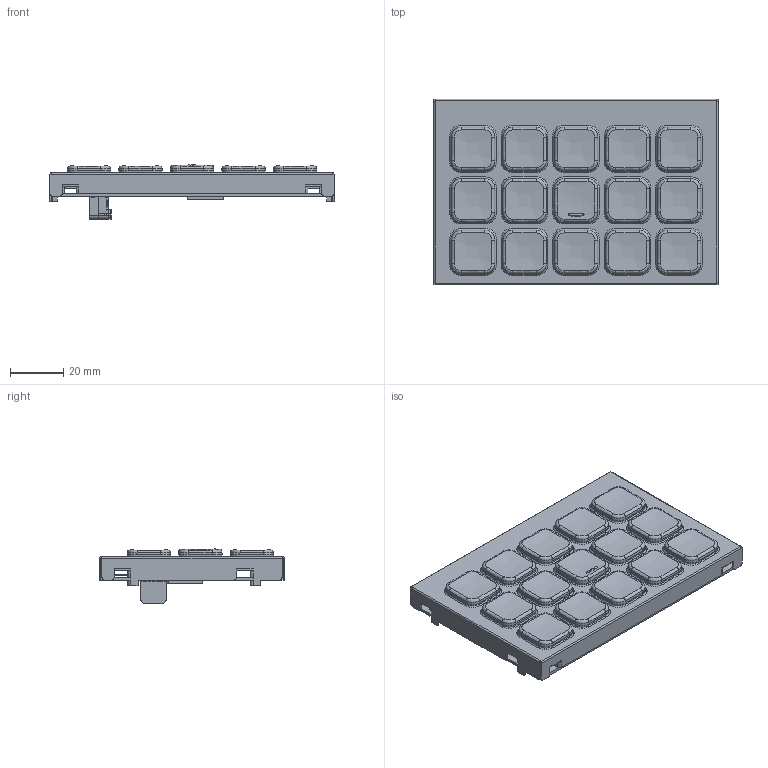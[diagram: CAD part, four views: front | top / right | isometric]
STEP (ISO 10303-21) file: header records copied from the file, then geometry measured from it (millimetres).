
FILE_DESCRIPTION((''),'2;1');
FILE_NAME('ELGATO_STREAM_DECK-MODULE-15_ASM','2025-02-04T10:43:25',('Ricky'),(''),'CREO PARAMETRIC BY PTC INC, 2019224','CREO PARAMETRIC BY PTC INC, 2019224','');
FILE_SCHEMA(('AUTOMOTIVE_DESIGN { 1 0 10303 214 1 1 1 1 }'));
Products named in the file (3): 15_LAYER_MODULE; 15_LAYER_KEYCAP; ELGATO_STREAM_DECK-MODULE-15_ASM
Assembly tree (2 placements, depth 2):
  ELGATO_STREAM_DECK-MODULE-15_ASM
    15_LAYER_MODULE
    15_LAYER_KEYCAP
Bounding box: 106.5 x 69.5 x 20.41 mm (x, y, z)
Volume: 40762.5 mm3; surface area: 59419.1 mm2
Topology: 2 solids, 2 shells, 1708 faces, 4455 edges, 2761 vertices
Faces by surface type: plane 922, cylinder 478, cone 124, torus 99, bspline 85
Entity records: 67976 total; most frequent: CARTESIAN_POINT 16169, ORIENTED_EDGE 8910, DIRECTION 8214, EDGE_CURVE 4455, VECTOR 2942, LINE 2942, VERTEX_POINT 2761, AXIS2_PLACEMENT_3D 2636
